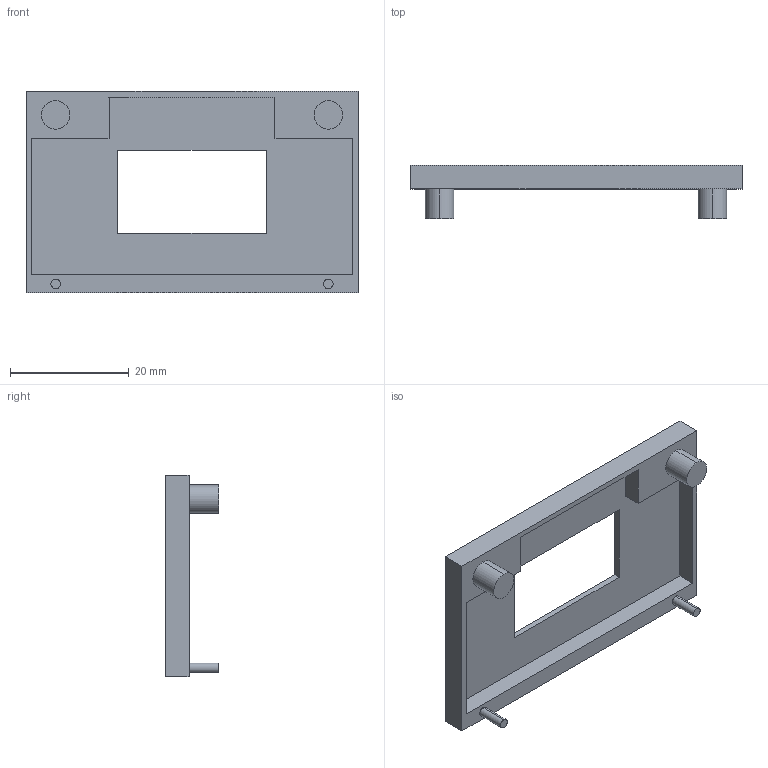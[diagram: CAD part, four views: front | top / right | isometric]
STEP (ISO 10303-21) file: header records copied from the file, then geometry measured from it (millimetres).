
FILE_DESCRIPTION (( 'STEP AP214' ), '1' );
FILE_NAME ('顶部盖板+2.4mmAND0.8mm圆柱插座.STEP', '2024-06-03T12:34:13', ( '' ), ( '' ), 'SwSTEP 2.0', 'SolidWorks 2023', '' );
FILE_SCHEMA (( 'AUTOMOTIVE_DESIGN' ));
Length unit declared in the file: millimetre
Products named in the file (1): 顶部盖板+2.4mmAND0.8mm圆柱插座
Bounding box: 56 x 9 x 34 mm (x, y, z)
Volume: 3153.1 mm3; surface area: 4611.1 mm2
Topology: 1 solids, 1 shells, 31 faces, 72 edges, 48 vertices
Faces by surface type: plane 23, cylinder 8
Entity records: 909 total; most frequent: CARTESIAN_POINT 152, DIRECTION 152, ORIENTED_EDGE 144, EDGE_CURVE 72, VECTOR 56, LINE 56, VERTEX_POINT 48, AXIS2_PLACEMENT_3D 48
